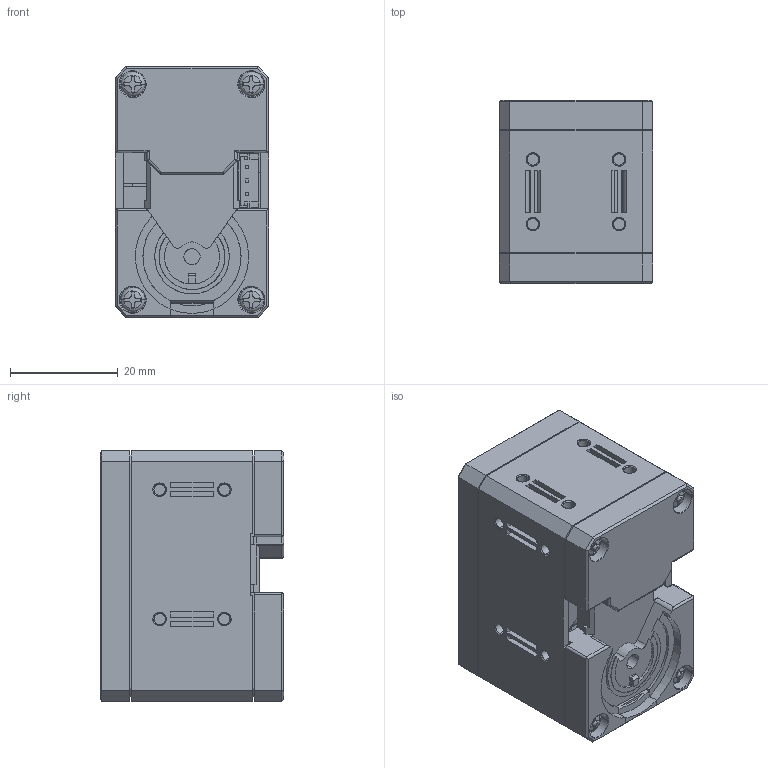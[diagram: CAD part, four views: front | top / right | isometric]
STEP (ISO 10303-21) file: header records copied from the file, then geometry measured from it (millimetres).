
FILE_DESCRIPTION(/* description */ ('STEP AP242 Edition 2','CAx-IF Rec.Pracs.---Representation and Presentation of Product Manufacturing Information (PMI)---4.0---2014-10-13','CAx-IF Rec.Pracs.---3D Tessellated Geometry---0.4---2014-09-14','2;1','CAx-IF Rec.Pracs.---User Defined Attributes---1.5---2016-08-15'),/* implementation_level */ '2;1');
FILE_NAME(/* name */ '6936481fe0a8aa924dbe7a86',/* time_stamp */ '2025-12-08T03:38:15Z',/* author */ (''),/* organization */ (''),/* preprocessor_version */ 'ST-DEVELOPER v20',/* originating_system */ 'ONSHAPE BY PTC INC, 1.207',/* authorisation */ ' ');
FILE_SCHEMA (('AP242_MANAGED_MODEL_BASED_3D_ENGINEERING_MIM_LF { 1 0 10303 442 3 1 4 }'));
Products named in the file (1): Part 2
Bounding box: 28.5 x 34 x 46.5 mm (x, y, z)
Volume: 15993.4 mm3; surface area: 22128.4 mm2
Topology: 1 solids, 1 shells, 1318 faces, 3698 edges, 2462 vertices
Faces by surface type: plane 721, cylinder 451, cone 104, sphere 20, torus 18, bspline 4
Entity records: 47072 total; most frequent: CARTESIAN_POINT 20373, ORIENTED_EDGE 7390, EDGE_CURVE 3695, B_SPLINE_CURVE_WITH_KNOTS 3695, DIRECTION 2630, VERTEX_POINT 2462, EDGE_LOOP 1427, FACE_BOUND 1427
